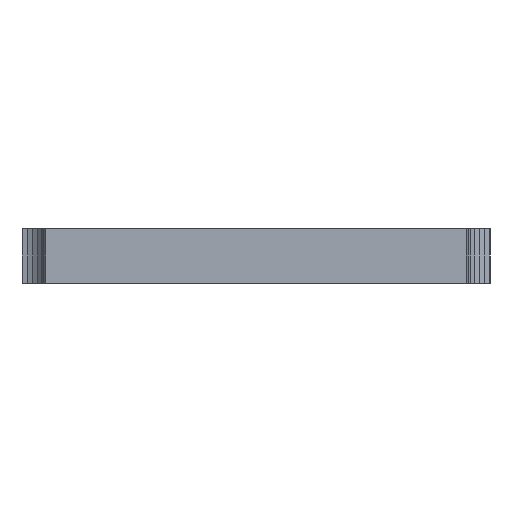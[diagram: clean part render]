
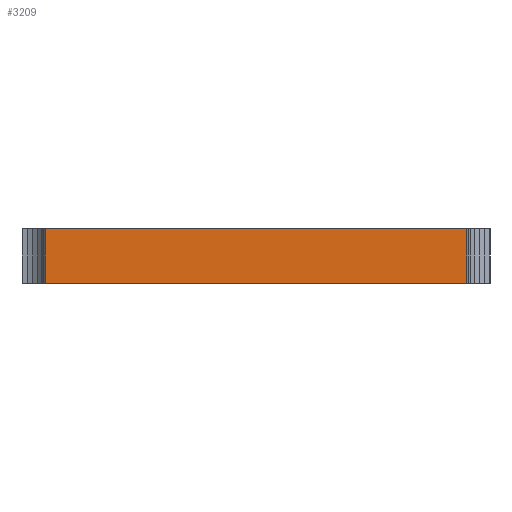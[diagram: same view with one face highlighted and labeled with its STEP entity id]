
A CAD part, left-side view. The second image highlights one B-rep face of the part: STEP entity #3209.
In plain terms, the highlighted planar face has unit normal (-1, 0, 0).
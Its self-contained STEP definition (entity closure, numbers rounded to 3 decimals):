
#90 = PLANE('',#91);
#91 = AXIS2_PLACEMENT_3D('',#92,#93,#94);
#92 = CARTESIAN_POINT('',(148.293,-105.004,1.6));
#93 = DIRECTION('',(-0.,-0.,-1.));
#94 = DIRECTION('',(-1.,0.,0.));
#144 = PLANE('',#145);
#145 = AXIS2_PLACEMENT_3D('',#146,#147,#148);
#146 = CARTESIAN_POINT('',(148.293,-105.004,0.));
#147 = DIRECTION('',(-0.,-0.,-1.));
#148 = DIRECTION('',(-1.,0.,0.));
#1065 = VERTEX_POINT('',#1066);
#1066 = CARTESIAN_POINT('',(131.301,-111.204,0.));
#1080 = PLANE('',#1081);
#1081 = AXIS2_PLACEMENT_3D('',#1082,#1083,#1084);
#1082 = CARTESIAN_POINT('',(131.469,-111.211,0.));
#1083 = DIRECTION('',(-0.046,-0.999,0.));
#1084 = DIRECTION('',(-0.999,0.046,0.));
#1092 = EDGE_CURVE('',#1065,#1093,#1095,.T.);
#1093 = VERTEX_POINT('',#1094);
#1094 = CARTESIAN_POINT('',(131.301,-98.804,0.));
#1095 = SURFACE_CURVE('',#1096,(#1100,#1107),.PCURVE_S1.);
#1096 = LINE('',#1097,#1098);
#1097 = CARTESIAN_POINT('',(131.301,-111.204,0.));
#1098 = VECTOR('',#1099,1.);
#1099 = DIRECTION('',(0.,1.,0.));
#1100 = PCURVE('',#144,#1101);
#1101 = DEFINITIONAL_REPRESENTATION('',(#1102),#1106);
#1102 = LINE('',#1103,#1104);
#1103 = CARTESIAN_POINT('',(16.992,-6.2));
#1104 = VECTOR('',#1105,1.);
#1105 = DIRECTION('',(0.,1.));
#1106 = ( GEOMETRIC_REPRESENTATION_CONTEXT(2) 
PARAMETRIC_REPRESENTATION_CONTEXT() REPRESENTATION_CONTEXT('2D SPACE',''
  ) );
#1107 = PCURVE('',#1108,#1113);
#1108 = PLANE('',#1109);
#1109 = AXIS2_PLACEMENT_3D('',#1110,#1111,#1112);
#1110 = CARTESIAN_POINT('',(131.301,-111.204,0.));
#1111 = DIRECTION('',(-1.,0.,0.));
#1112 = DIRECTION('',(0.,1.,0.));
#1113 = DEFINITIONAL_REPRESENTATION('',(#1114),#1118);
#1114 = LINE('',#1115,#1116);
#1115 = CARTESIAN_POINT('',(0.,0.));
#1116 = VECTOR('',#1117,1.);
#1117 = DIRECTION('',(1.,0.));
#1118 = ( GEOMETRIC_REPRESENTATION_CONTEXT(2) 
PARAMETRIC_REPRESENTATION_CONTEXT() REPRESENTATION_CONTEXT('2D SPACE',''
  ) );
#1136 = PLANE('',#1137);
#1137 = AXIS2_PLACEMENT_3D('',#1138,#1139,#1140);
#1138 = CARTESIAN_POINT('',(131.301,-98.804,0.));
#1139 = DIRECTION('',(-0.046,0.999,0.));
#1140 = DIRECTION('',(0.999,0.046,0.));
#2280 = VERTEX_POINT('',#2281);
#2281 = CARTESIAN_POINT('',(131.301,-111.204,1.6));
#2302 = EDGE_CURVE('',#2280,#2303,#2305,.T.);
#2303 = VERTEX_POINT('',#2304);
#2304 = CARTESIAN_POINT('',(131.301,-98.804,1.6));
#2305 = SURFACE_CURVE('',#2306,(#2310,#2317),.PCURVE_S1.);
#2306 = LINE('',#2307,#2308);
#2307 = CARTESIAN_POINT('',(131.301,-111.204,1.6));
#2308 = VECTOR('',#2309,1.);
#2309 = DIRECTION('',(0.,1.,0.));
#2310 = PCURVE('',#90,#2311);
#2311 = DEFINITIONAL_REPRESENTATION('',(#2312),#2316);
#2312 = LINE('',#2313,#2314);
#2313 = CARTESIAN_POINT('',(16.992,-6.2));
#2314 = VECTOR('',#2315,1.);
#2315 = DIRECTION('',(0.,1.));
#2316 = ( GEOMETRIC_REPRESENTATION_CONTEXT(2) 
PARAMETRIC_REPRESENTATION_CONTEXT() REPRESENTATION_CONTEXT('2D SPACE',''
  ) );
#2317 = PCURVE('',#1108,#2318);
#2318 = DEFINITIONAL_REPRESENTATION('',(#2319),#2323);
#2319 = LINE('',#2320,#2321);
#2320 = CARTESIAN_POINT('',(0.,-1.6));
#2321 = VECTOR('',#2322,1.);
#2322 = DIRECTION('',(1.,0.));
#2323 = ( GEOMETRIC_REPRESENTATION_CONTEXT(2) 
PARAMETRIC_REPRESENTATION_CONTEXT() REPRESENTATION_CONTEXT('2D SPACE',''
  ) );
#3159 = EDGE_CURVE('',#1093,#2303,#3160,.T.);
#3160 = SURFACE_CURVE('',#3161,(#3165,#3172),.PCURVE_S1.);
#3161 = LINE('',#3162,#3163);
#3162 = CARTESIAN_POINT('',(131.301,-98.804,0.));
#3163 = VECTOR('',#3164,1.);
#3164 = DIRECTION('',(0.,0.,1.));
#3165 = PCURVE('',#1136,#3166);
#3166 = DEFINITIONAL_REPRESENTATION('',(#3167),#3171);
#3167 = LINE('',#3168,#3169);
#3168 = CARTESIAN_POINT('',(0.,0.));
#3169 = VECTOR('',#3170,1.);
#3170 = DIRECTION('',(0.,-1.));
#3171 = ( GEOMETRIC_REPRESENTATION_CONTEXT(2) 
PARAMETRIC_REPRESENTATION_CONTEXT() REPRESENTATION_CONTEXT('2D SPACE',''
  ) );
#3172 = PCURVE('',#1108,#3173);
#3173 = DEFINITIONAL_REPRESENTATION('',(#3174),#3178);
#3174 = LINE('',#3175,#3176);
#3175 = CARTESIAN_POINT('',(12.4,0.));
#3176 = VECTOR('',#3177,1.);
#3177 = DIRECTION('',(0.,-1.));
#3178 = ( GEOMETRIC_REPRESENTATION_CONTEXT(2) 
PARAMETRIC_REPRESENTATION_CONTEXT() REPRESENTATION_CONTEXT('2D SPACE',''
  ) );
#3209 = ADVANCED_FACE('',(#3210),#1108,.T.);
#3210 = FACE_BOUND('',#3211,.T.);
#3211 = EDGE_LOOP('',(#3212,#3233,#3234,#3235));
#3212 = ORIENTED_EDGE('',*,*,#3213,.T.);
#3213 = EDGE_CURVE('',#1065,#2280,#3214,.T.);
#3214 = SURFACE_CURVE('',#3215,(#3219,#3226),.PCURVE_S1.);
#3215 = LINE('',#3216,#3217);
#3216 = CARTESIAN_POINT('',(131.301,-111.204,0.));
#3217 = VECTOR('',#3218,1.);
#3218 = DIRECTION('',(0.,0.,1.));
#3219 = PCURVE('',#1108,#3220);
#3220 = DEFINITIONAL_REPRESENTATION('',(#3221),#3225);
#3221 = LINE('',#3222,#3223);
#3222 = CARTESIAN_POINT('',(0.,0.));
#3223 = VECTOR('',#3224,1.);
#3224 = DIRECTION('',(0.,-1.));
#3225 = ( GEOMETRIC_REPRESENTATION_CONTEXT(2) 
PARAMETRIC_REPRESENTATION_CONTEXT() REPRESENTATION_CONTEXT('2D SPACE',''
  ) );
#3226 = PCURVE('',#1080,#3227);
#3227 = DEFINITIONAL_REPRESENTATION('',(#3228),#3232);
#3228 = LINE('',#3229,#3230);
#3229 = CARTESIAN_POINT('',(0.168,0.));
#3230 = VECTOR('',#3231,1.);
#3231 = DIRECTION('',(0.,-1.));
#3232 = ( GEOMETRIC_REPRESENTATION_CONTEXT(2) 
PARAMETRIC_REPRESENTATION_CONTEXT() REPRESENTATION_CONTEXT('2D SPACE',''
  ) );
#3233 = ORIENTED_EDGE('',*,*,#2302,.T.);
#3234 = ORIENTED_EDGE('',*,*,#3159,.F.);
#3235 = ORIENTED_EDGE('',*,*,#1092,.F.);
